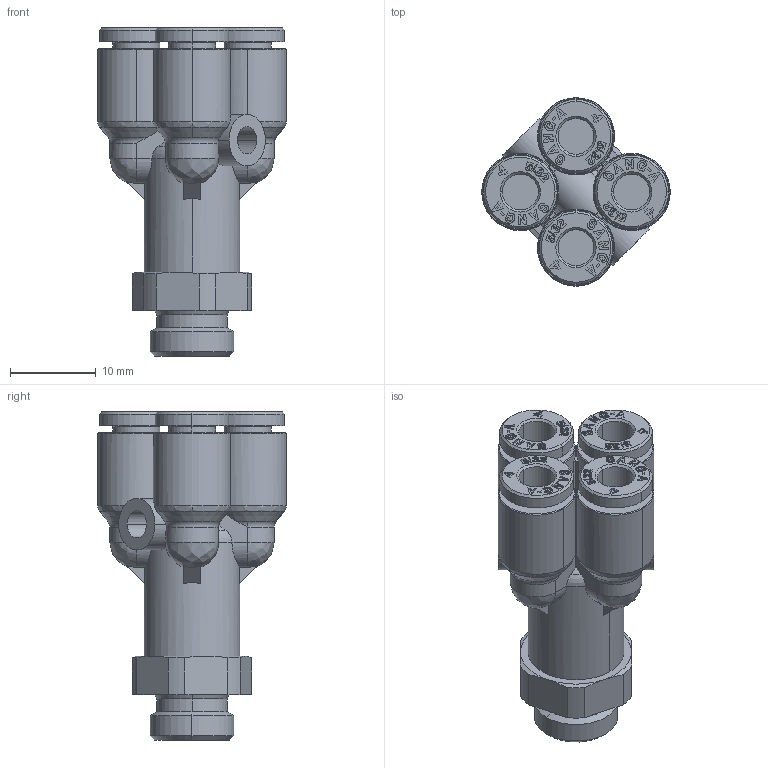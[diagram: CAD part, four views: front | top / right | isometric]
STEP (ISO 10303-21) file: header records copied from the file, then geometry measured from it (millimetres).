
FILE_DESCRIPTION (( 'STEP AP214' ), '1' );
FILE_NAME ('PXT04-G01.stp', '2015-09-24T09:26:42', ( '' ), ( '' ), 'SwSTEP 2.0', 'SolidWorks 2015', '' );
FILE_SCHEMA (( 'AUTOMOTIVE_DESIGN' ));
Length unit declared in the file: millimetre
Products named in the file (2): ｦ+ﾃｦ1; PXT04-G01
Assembly tree (1 placements, depth 2):
  PXT04-G01
    ｦ+ﾃｦ1
Bounding box: 22 x 22 x 38.3 mm (x, y, z)
Volume: 4915 mm3; surface area: 4379.9 mm2
Topology: 1 solids, 1 shells, 1655 faces, 4690 edges, 3109 vertices
Faces by surface type: plane 1369, bspline 126, cylinder 94, cone 60, torus 6
Entity records: 56365 total; most frequent: CARTESIAN_POINT 12837, ORIENTED_EDGE 9380, DIRECTION 7637, EDGE_CURVE 4690, LINE 4019, VECTOR 4019, VERTEX_POINT 3109, AXIS2_PLACEMENT_3D 1809
